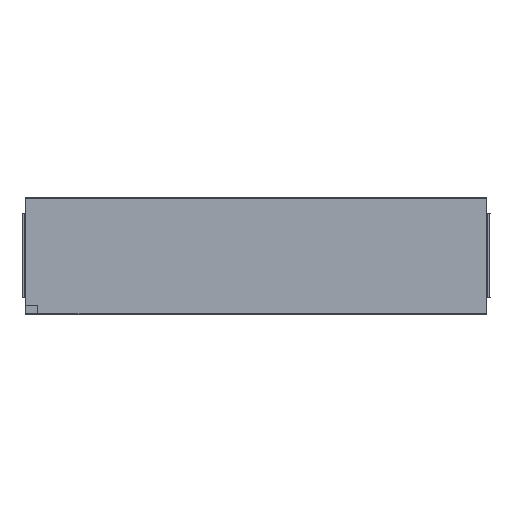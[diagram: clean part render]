
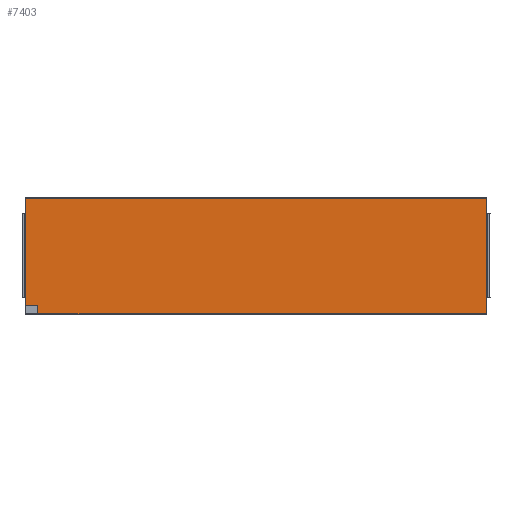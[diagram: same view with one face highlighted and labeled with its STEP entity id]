
A CAD part, top view. The second image highlights one B-rep face of the part: STEP entity #7403.
In plain terms, the highlighted planar face has unit normal (0, 0, 1).
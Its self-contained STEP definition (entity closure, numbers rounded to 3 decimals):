
#487 = LINE ( 'NONE', #8976, #35276 ) ;
#827 = DIRECTION ( 'NONE',  ( 1., 0., 0. ) ) ;
#2620 = DIRECTION ( 'NONE',  ( 0., 1., 0. ) ) ;
#3054 = CARTESIAN_POINT ( 'NONE',  ( -1040., 1.737, 305. ) ) ;
#3716 = CARTESIAN_POINT ( 'NONE',  ( -1040., 40., 305. ) ) ;
#3794 = PLANE ( 'NONE',  #37811 ) ;
#4884 = CARTESIAN_POINT ( 'NONE',  ( 1100., 1.737, 305. ) ) ;
#5620 = VECTOR ( 'NONE', #2620, 1000. ) ;
#6075 = EDGE_CURVE ( 'NONE', #31265, #9438, #31628, .T. ) ;
#6182 = VERTEX_POINT ( 'NONE', #28863 ) ;
#7403 = ADVANCED_FACE ( 'NONE', ( #35980 ), #3794, .T. ) ;
#7423 = CARTESIAN_POINT ( 'NONE',  ( 1100., 553.263, 305. ) ) ;
#7555 = CARTESIAN_POINT ( 'NONE',  ( -1040., 0., 305. ) ) ;
#8559 = VERTEX_POINT ( 'NONE', #30300 ) ;
#8976 = CARTESIAN_POINT ( 'NONE',  ( -1040., 40., 305. ) ) ;
#9438 = VERTEX_POINT ( 'NONE', #3716 ) ;
#9584 = VERTEX_POINT ( 'NONE', #4884 ) ;
#10519 = DIRECTION ( 'NONE',  ( 0., 1., 0. ) ) ;
#12042 = EDGE_CURVE ( 'NONE', #8559, #6182, #17983, .T. ) ;
#12851 = CARTESIAN_POINT ( 'NONE',  ( 1100., 1.737, 305. ) ) ;
#14024 = VECTOR ( 'NONE', #35316, 1000. ) ;
#14270 = CARTESIAN_POINT ( 'NONE',  ( -1100., 0., 305. ) ) ;
#15130 = EDGE_CURVE ( 'NONE', #9584, #20578, #16557, .T. ) ;
#15683 = VECTOR ( 'NONE', #10519, 1000. ) ;
#15818 = DIRECTION ( 'NONE',  ( 0., 0., 1. ) ) ;
#16557 = LINE ( 'NONE', #28590, #14024 ) ;
#16692 = ORIENTED_EDGE ( 'NONE', *, *, #12042, .F. ) ;
#17983 = LINE ( 'NONE', #14270, #5620 ) ;
#20578 = VERTEX_POINT ( 'NONE', #7423 ) ;
#21401 = DIRECTION ( 'NONE',  ( -1., 0., 0. ) ) ;
#21770 = ORIENTED_EDGE ( 'NONE', *, *, #15130, .T. ) ;
#22272 = LINE ( 'NONE', #27815, #26177 ) ;
#25342 = ORIENTED_EDGE ( 'NONE', *, *, #26200, .F. ) ;
#26177 = VECTOR ( 'NONE', #30772, 1000. ) ;
#26200 = EDGE_CURVE ( 'NONE', #9438, #8559, #487, .T. ) ;
#27197 = EDGE_LOOP ( 'NONE', ( #25342, #38311, #38815, #21770, #27921, #16692 ) ) ;
#27460 = DIRECTION ( 'NONE',  ( -1., 0., 0. ) ) ;
#27815 = CARTESIAN_POINT ( 'NONE',  ( 1100., 553.263, 305. ) ) ;
#27921 = ORIENTED_EDGE ( 'NONE', *, *, #28333, .T. ) ;
#28333 = EDGE_CURVE ( 'NONE', #20578, #6182, #22272, .T. ) ;
#28590 = CARTESIAN_POINT ( 'NONE',  ( 1100., 0., 305. ) ) ;
#28863 = CARTESIAN_POINT ( 'NONE',  ( -1100., 553.263, 305. ) ) ;
#30300 = CARTESIAN_POINT ( 'NONE',  ( -1100., 40., 305. ) ) ;
#30772 = DIRECTION ( 'NONE',  ( -1., 0., 0. ) ) ;
#31265 = VERTEX_POINT ( 'NONE', #3054 ) ;
#31628 = LINE ( 'NONE', #7555, #15683 ) ;
#33472 = EDGE_CURVE ( 'NONE', #9584, #31265, #36545, .T. ) ;
#35276 = VECTOR ( 'NONE', #21401, 1000. ) ;
#35316 = DIRECTION ( 'NONE',  ( 0., 1., 0. ) ) ;
#35848 = VECTOR ( 'NONE', #27460, 1000. ) ;
#35980 = FACE_OUTER_BOUND ( 'NONE', #27197, .T. ) ;
#36545 = LINE ( 'NONE', #12851, #35848 ) ;
#36558 = CARTESIAN_POINT ( 'NONE',  ( 1100., 0., 305. ) ) ;
#37811 = AXIS2_PLACEMENT_3D ( 'NONE', #36558, #15818, #827 ) ;
#38311 = ORIENTED_EDGE ( 'NONE', *, *, #6075, .F. ) ;
#38815 = ORIENTED_EDGE ( 'NONE', *, *, #33472, .F. ) ;
